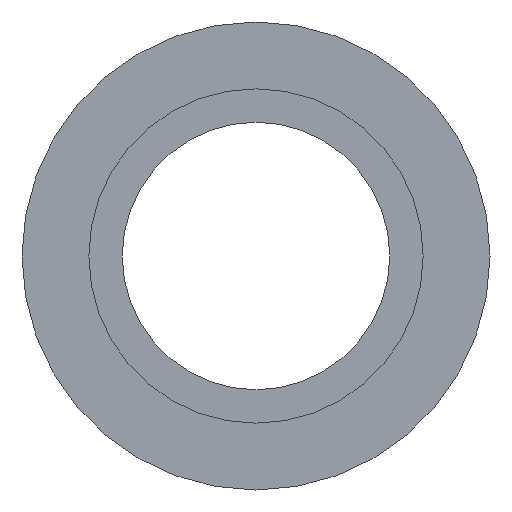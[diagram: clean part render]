
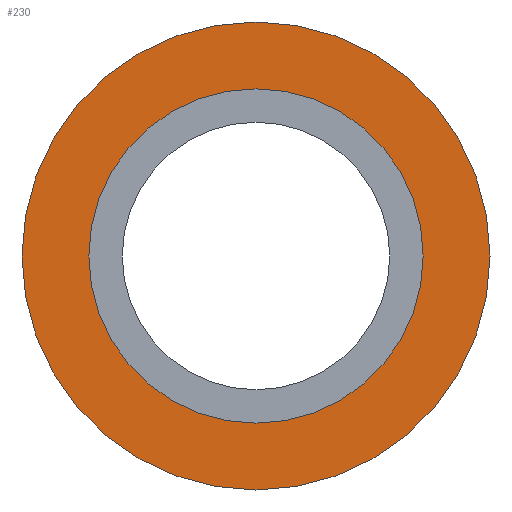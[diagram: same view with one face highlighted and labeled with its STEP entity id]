
A CAD part, front view. The second image highlights one B-rep face of the part: STEP entity #230.
In plain terms, the highlighted planar face has unit normal (0, -1, 0).
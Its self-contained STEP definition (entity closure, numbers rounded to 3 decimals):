
#43 = CYLINDRICAL_SURFACE('',#44,7.);
#44 = AXIS2_PLACEMENT_3D('',#45,#46,#47);
#45 = CARTESIAN_POINT('',(-65.,6.3,0.));
#46 = DIRECTION('',(0.,1.,0.));
#47 = DIRECTION('',(1.,0.,0.));
#164 = CYLINDRICAL_SURFACE('',#165,5.);
#165 = AXIS2_PLACEMENT_3D('',#166,#167,#168);
#166 = CARTESIAN_POINT('',(-65.,3.5,0.));
#167 = DIRECTION('',(0.,1.,0.));
#168 = DIRECTION('',(1.,0.,0.));
#181 = VERTEX_POINT('',#182);
#182 = CARTESIAN_POINT('',(-60.,6.3,0.));
#203 = EDGE_CURVE('',#181,#181,#204,.T.);
#204 = SURFACE_CURVE('',#205,(#210,#217),.PCURVE_S1.);
#205 = CIRCLE('',#206,5.);
#206 = AXIS2_PLACEMENT_3D('',#207,#208,#209);
#207 = CARTESIAN_POINT('',(-65.,6.3,0.));
#208 = DIRECTION('',(0.,-1.,0.));
#209 = DIRECTION('',(1.,0.,0.));
#210 = PCURVE('',#164,#211);
#211 = DEFINITIONAL_REPRESENTATION('',(#212),#216);
#212 = LINE('',#213,#214);
#213 = CARTESIAN_POINT('',(-0.,2.8));
#214 = VECTOR('',#215,1.);
#215 = DIRECTION('',(-1.,0.));
#216 = ( GEOMETRIC_REPRESENTATION_CONTEXT(2) 
PARAMETRIC_REPRESENTATION_CONTEXT() REPRESENTATION_CONTEXT('2D SPACE',''
  ) );
#217 = PCURVE('',#218,#223);
#218 = PLANE('',#219);
#219 = AXIS2_PLACEMENT_3D('',#220,#221,#222);
#220 = CARTESIAN_POINT('',(-65.,6.3,0.));
#221 = DIRECTION('',(-0.,-1.,-0.));
#222 = DIRECTION('',(1.,-0.,-0.));
#223 = DEFINITIONAL_REPRESENTATION('',(#224),#228);
#224 = CIRCLE('',#225,5.);
#225 = AXIS2_PLACEMENT_2D('',#226,#227);
#226 = CARTESIAN_POINT('',(0.,0.));
#227 = DIRECTION('',(1.,-0.));
#228 = ( GEOMETRIC_REPRESENTATION_CONTEXT(2) 
PARAMETRIC_REPRESENTATION_CONTEXT() REPRESENTATION_CONTEXT('2D SPACE',''
  ) );
#230 = ADVANCED_FACE('',(#231,#234),#218,.T.);
#231 = FACE_BOUND('',#232,.F.);
#232 = EDGE_LOOP('',(#233));
#233 = ORIENTED_EDGE('',*,*,#203,.T.);
#234 = FACE_BOUND('',#235,.F.);
#235 = EDGE_LOOP('',(#236));
#236 = ORIENTED_EDGE('',*,*,#237,.F.);
#237 = EDGE_CURVE('',#238,#238,#240,.T.);
#238 = VERTEX_POINT('',#239);
#239 = CARTESIAN_POINT('',(-58.,6.3,0.));
#240 = SURFACE_CURVE('',#241,(#246,#253),.PCURVE_S1.);
#241 = CIRCLE('',#242,7.);
#242 = AXIS2_PLACEMENT_3D('',#243,#244,#245);
#243 = CARTESIAN_POINT('',(-65.,6.3,0.));
#244 = DIRECTION('',(0.,-1.,0.));
#245 = DIRECTION('',(1.,0.,0.));
#246 = PCURVE('',#218,#247);
#247 = DEFINITIONAL_REPRESENTATION('',(#248),#252);
#248 = CIRCLE('',#249,7.);
#249 = AXIS2_PLACEMENT_2D('',#250,#251);
#250 = CARTESIAN_POINT('',(0.,0.));
#251 = DIRECTION('',(1.,-0.));
#252 = ( GEOMETRIC_REPRESENTATION_CONTEXT(2) 
PARAMETRIC_REPRESENTATION_CONTEXT() REPRESENTATION_CONTEXT('2D SPACE',''
  ) );
#253 = PCURVE('',#43,#254);
#254 = DEFINITIONAL_REPRESENTATION('',(#255),#259);
#255 = LINE('',#256,#257);
#256 = CARTESIAN_POINT('',(-0.,0.));
#257 = VECTOR('',#258,1.);
#258 = DIRECTION('',(-1.,0.));
#259 = ( GEOMETRIC_REPRESENTATION_CONTEXT(2) 
PARAMETRIC_REPRESENTATION_CONTEXT() REPRESENTATION_CONTEXT('2D SPACE',''
  ) );
